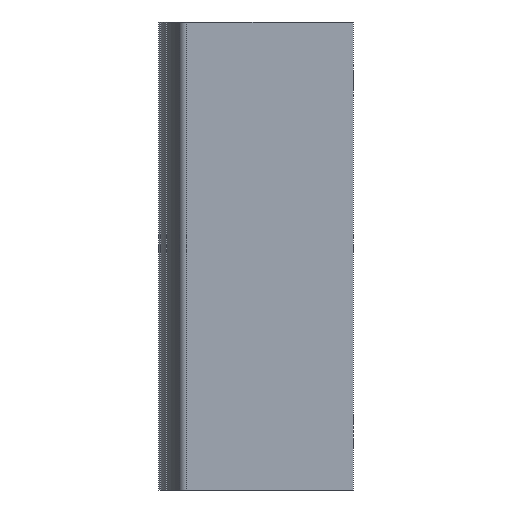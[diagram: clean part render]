
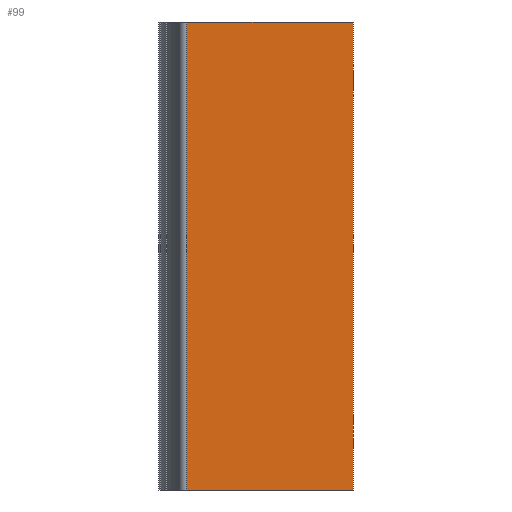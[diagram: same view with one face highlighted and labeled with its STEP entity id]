
A CAD part, left-side view. The second image highlights one B-rep face of the part: STEP entity #99.
In plain terms, the highlighted planar face has unit normal (-1, 0, 0).
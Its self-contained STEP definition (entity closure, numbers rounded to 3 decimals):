
#99 = ADVANCED_FACE( '', ( #208 ), #209, .F. );
#208 = FACE_OUTER_BOUND( '', #328, .T. );
#209 = PLANE( '', #329 );
#328 = EDGE_LOOP( '', ( #536, #537, #538, #539 ) );
#329 = AXIS2_PLACEMENT_3D( '', #540, #541, #542 );
#536 = ORIENTED_EDGE( '', *, *, #778, .T. );
#537 = ORIENTED_EDGE( '', *, *, #779, .F. );
#538 = ORIENTED_EDGE( '', *, *, #780, .F. );
#539 = ORIENTED_EDGE( '', *, *, #781, .T. );
#540 = CARTESIAN_POINT( '', ( 0., 21.375, 30. ) );
#541 = DIRECTION( '', ( 1., 0., 0. ) );
#542 = DIRECTION( '', ( 0., 0., -1. ) );
#778 = EDGE_CURVE( '', #951, #952, #953, .T. );
#779 = EDGE_CURVE( '', #954, #952, #955, .T. );
#780 = EDGE_CURVE( '', #956, #954, #957, .T. );
#781 = EDGE_CURVE( '', #956, #951, #958, .T. );
#951 = VERTEX_POINT( '', #1182 );
#952 = VERTEX_POINT( '', #1183 );
#953 = LINE( '', #1184, #1185 );
#954 = VERTEX_POINT( '', #1186 );
#955 = LINE( '', #1187, #1188 );
#956 = VERTEX_POINT( '', #1189 );
#957 = LINE( '', #1190, #1191 );
#958 = LINE( '', #1192, #1193 );
#1182 = CARTESIAN_POINT( '', ( 0., 21.375, -30. ) );
#1183 = CARTESIAN_POINT( '', ( 0., 0., -30. ) );
#1184 = CARTESIAN_POINT( '', ( 0., 21.375, -30. ) );
#1185 = VECTOR( '', #1332, 1000. );
#1186 = CARTESIAN_POINT( '', ( 0., 0., 30. ) );
#1187 = CARTESIAN_POINT( '', ( 0., 0., 30. ) );
#1188 = VECTOR( '', #1333, 1000. );
#1189 = CARTESIAN_POINT( '', ( 0., 21.375, 30. ) );
#1190 = CARTESIAN_POINT( '', ( 0., 21.375, 30. ) );
#1191 = VECTOR( '', #1334, 1000. );
#1192 = CARTESIAN_POINT( '', ( 0., 21.375, 30. ) );
#1193 = VECTOR( '', #1335, 1000. );
#1332 = DIRECTION( '', ( 0., -1., 0. ) );
#1333 = DIRECTION( '', ( 0., 0., -1. ) );
#1334 = DIRECTION( '', ( 0., -1., 0. ) );
#1335 = DIRECTION( '', ( 0., 0., -1. ) );
